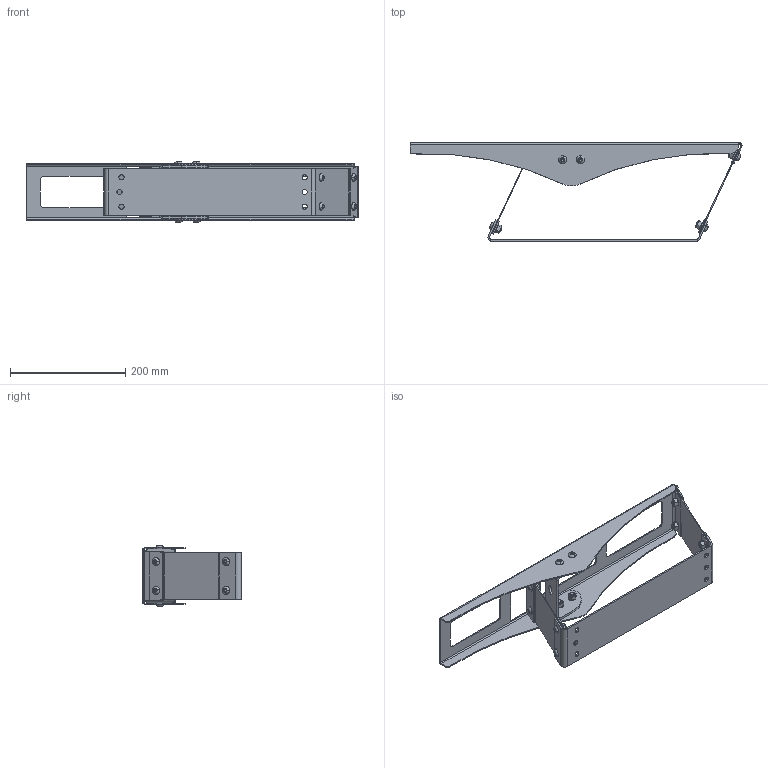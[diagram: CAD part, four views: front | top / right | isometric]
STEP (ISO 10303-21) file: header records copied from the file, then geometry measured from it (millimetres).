
FILE_DESCRIPTION (( 'STEP AP214' ), '1' );
FILE_NAME ('PP250-350 #39101001.STEP', '2018-06-22T06:20:19', ( '' ), ( '' ), 'SwSTEP 2.0', 'SolidWorks 2015', '' );
FILE_SCHEMA (( 'AUTOMOTIVE_DESIGN' ));
Length unit declared in the file: millimetre
Products named in the file (1): PP250-350 #39101001
Bounding box: 576.7 x 171.76 x 106.8 mm (x, y, z)
Volume: 374948.9 mm3; surface area: 358609.2 mm2
Topology: 49 solids, 49 shells, 1594 faces, 4272 edges, 2488 vertices
Faces by surface type: plane 728, bspline 292, cylinder 286, cone 240, torus 24, sphere 24
Entity records: 54243 total; most frequent: CARTESIAN_POINT 17187, ORIENTED_EDGE 7920, DIRECTION 6878, EDGE_CURVE 3960, AXIS2_PLACEMENT_3D 2491, VERTEX_POINT 2488, LINE 1896, VECTOR 1896
